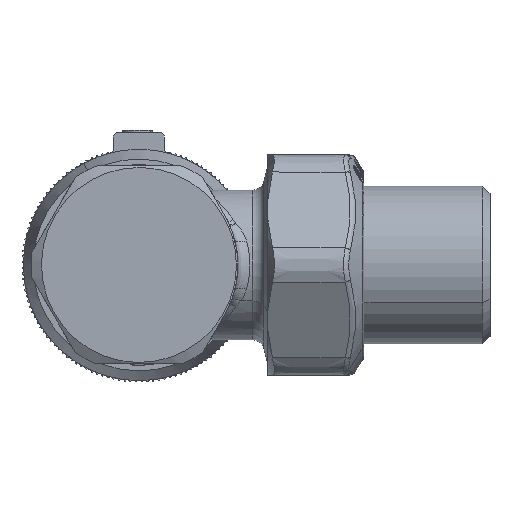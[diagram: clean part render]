
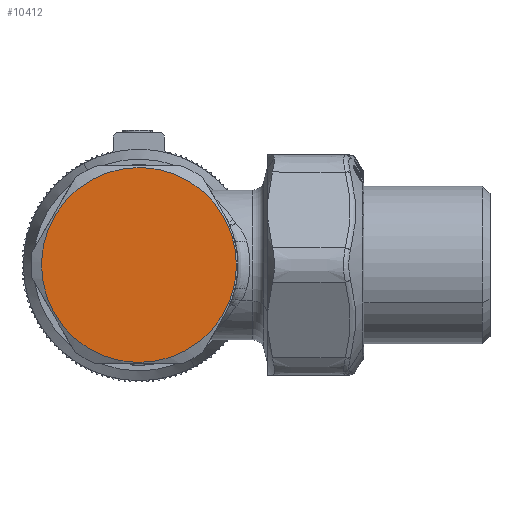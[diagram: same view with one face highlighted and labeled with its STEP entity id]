
A CAD part, front view. The second image highlights one B-rep face of the part: STEP entity #10412.
In plain terms, the highlighted planar face has unit normal (0, -1, 0).
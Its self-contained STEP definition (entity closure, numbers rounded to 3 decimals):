
#10239=CARTESIAN_POINT('Vertex',(-14.261,-26.,-7.791)) ;
#10242=CARTESIAN_POINT('Axis2P3D Location',(0.,-26.,0.)) ;
#10246=CARTESIAN_POINT('Vertex',(14.261,-26.,7.791)) ;
#10398=CARTESIAN_POINT('Axis2P3D Location',(-16.25,-26.,0.)) ;
#10403=CARTESIAN_POINT('Axis2P3D Location',(0.,-26.,0.)) ;
#10243=DIRECTION('Axis2P3D Direction',(0.,1.,-0.)) ;
#10399=DIRECTION('Axis2P3D Direction',(0.,-1.,0.)) ;
#10400=DIRECTION('Axis2P3D XDirection',(1.,0.,0.)) ;
#10404=DIRECTION('Axis2P3D Direction',(0.,-1.,0.)) ;
#10244=AXIS2_PLACEMENT_3D('Circle Axis2P3D',#10242,#10243,$) ;
#10401=AXIS2_PLACEMENT_3D('Plane Axis2P3D',#10398,#10399,#10400) ;
#10405=AXIS2_PLACEMENT_3D('Circle Axis2P3D',#10403,#10404,$) ;
#10245=CIRCLE('generated circle',#10244,16.25) ;
#10406=CIRCLE('generated circle',#10405,16.25) ;
#10402=PLANE('',#10401) ;
#10248=EDGE_CURVE('',#10247,#10240,#10245,.F.) ;
#10407=EDGE_CURVE('',#10240,#10247,#10406,.T.) ;
#10409=ORIENTED_EDGE('',*,*,#10407,.T.) ;
#10410=ORIENTED_EDGE('',*,*,#10248,.T.) ;
#10408=EDGE_LOOP('',(#10409,#10410)) ;
#10240=VERTEX_POINT('',#10239) ;
#10247=VERTEX_POINT('',#10246) ;
#10412=ADVANCED_FACE('PartBody',(#10411),#10402,.T.) ;
#10411=FACE_OUTER_BOUND('',#10408,.T.) ;
